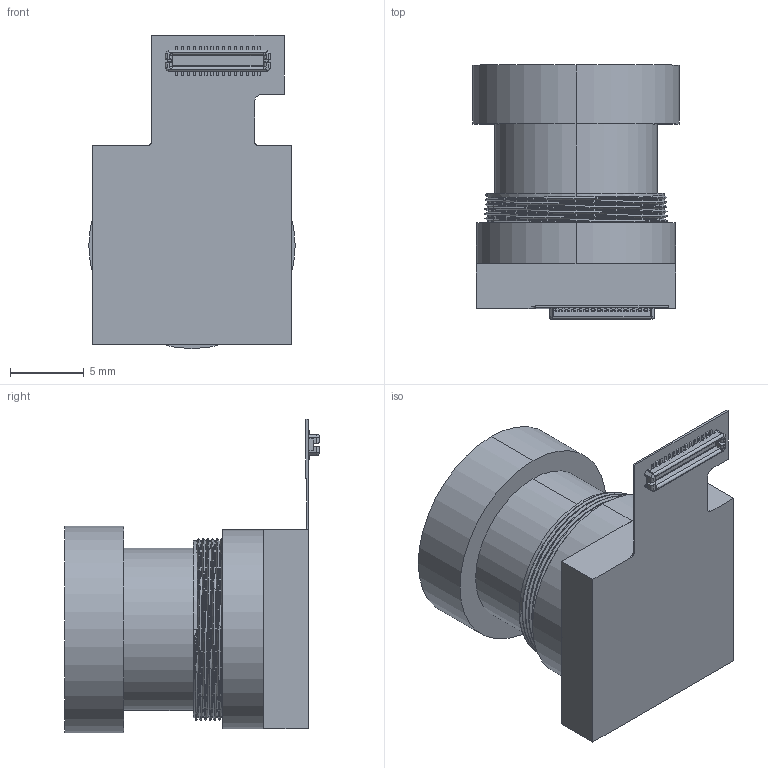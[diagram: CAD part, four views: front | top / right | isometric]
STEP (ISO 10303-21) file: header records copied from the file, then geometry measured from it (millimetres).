
FILE_DESCRIPTION (( 'STEP AP214' ), '1' );
FILE_NAME ('11.STEP', '2020-06-29T07:19:53', ( 'arducam007' ), ( '' ), 'SwSTEP 2.0', 'SolidWorks 2018', '' );
FILE_SCHEMA (( 'AUTOMOTIVE_DESIGN' ));
Length unit declared in the file: millimetre
Products named in the file (1): 11
Bounding box: 14 x 17.25 x 21.25 mm (x, y, z)
Volume: 2196.1 mm3; surface area: 1397 mm2
Topology: 2 solids, 2 shells, 567 faces, 1577 edges, 1017 vertices
Faces by surface type: plane 486, cylinder 75, bspline 4, cone 2
Entity records: 24645 total; most frequent: CARTESIAN_POINT 4118, ORIENTED_EDGE 3154, DIRECTION 2743, EDGE_CURVE 1577, VECTOR 1415, LINE 1415, VERTEX_POINT 1017, AXIS2_PLACEMENT_3D 664
